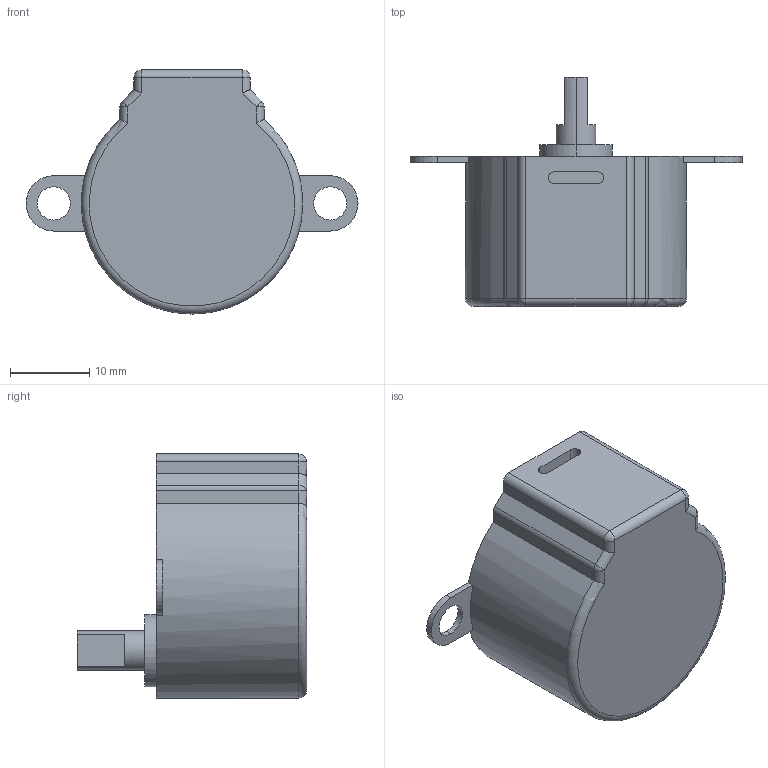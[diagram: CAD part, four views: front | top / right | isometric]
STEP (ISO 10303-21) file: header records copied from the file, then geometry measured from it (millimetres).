
FILE_DESCRIPTION (( 'STEP AP214' ), '1' );
FILE_NAME ('Step Motor 28BYJ-48.STEP', '2013-07-13T01:09:33', ( '' ), ( '' ), 'SwSTEP 2.0', 'SolidWorks 2013', '' );
FILE_SCHEMA (( 'AUTOMOTIVE_DESIGN' ));
Length unit declared in the file: millimetre
Products named in the file (1): Step Motor 28BYJ-48
Bounding box: 42 x 29 x 30.89 mm (x, y, z)
Volume: 13076 mm3; surface area: 3495.8 mm2
Topology: 1 solids, 1 shells, 54 faces, 135 edges, 82 vertices
Faces by surface type: cylinder 25, plane 24, sphere 4, torus 1
Entity records: 1632 total; most frequent: DIRECTION 290, CARTESIAN_POINT 288, ORIENTED_EDGE 262, EDGE_CURVE 131, AXIS2_PLACEMENT_3D 108, VERTEX_POINT 82, VECTOR 74, LINE 74
